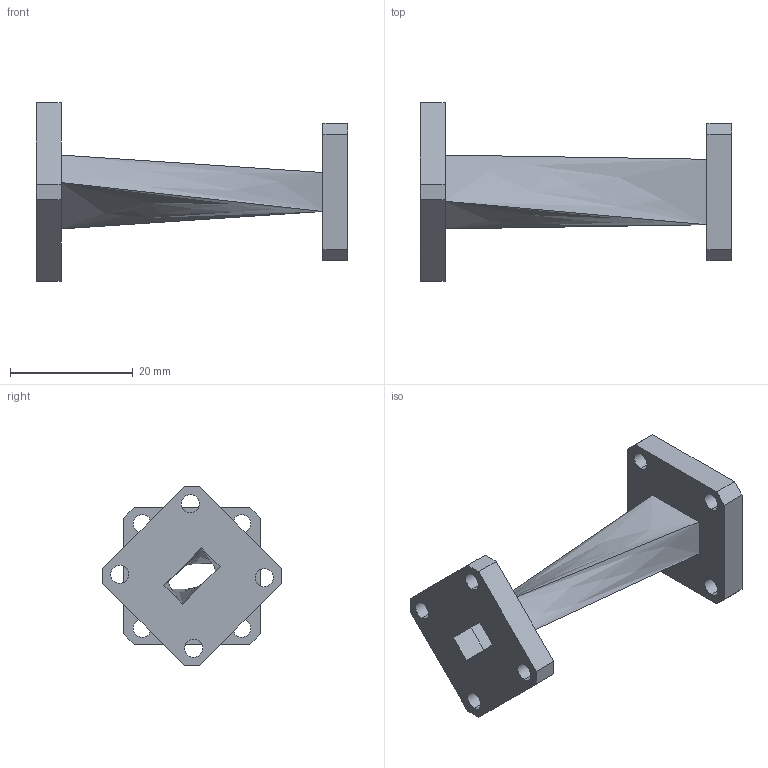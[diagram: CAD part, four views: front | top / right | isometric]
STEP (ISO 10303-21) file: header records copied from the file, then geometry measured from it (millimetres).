
FILE_DESCRIPTION (( 'STEP AP214' ), '1' );
FILE_NAME ('WB-T3-5R, Defeatured.STEP', '2025-02-03T18:26:46', ( '' ), ( '' ), 'SwSTEP 2.0', 'SolidWorks 2021', '' );
FILE_SCHEMA (( 'AUTOMOTIVE_DESIGN' ));
Length unit declared in the file: inch
Products named in the file (1): WB-T3-5R, Defeatured
Bounding box: 50.8 x 29.1 x 29.1 mm (x, y, z)
Volume: 4657.2 mm3; surface area: 5290.1 mm2
Topology: 1 solids, 1 shells, 52 faces, 136 edges, 88 vertices
Faces by surface type: plane 28, cylinder 16, bspline 8
Entity records: 1736 total; most frequent: CARTESIAN_POINT 389, ORIENTED_EDGE 272, DIRECTION 250, EDGE_CURVE 136, VECTOR 96, LINE 96, VERTEX_POINT 88, AXIS2_PLACEMENT_3D 77
